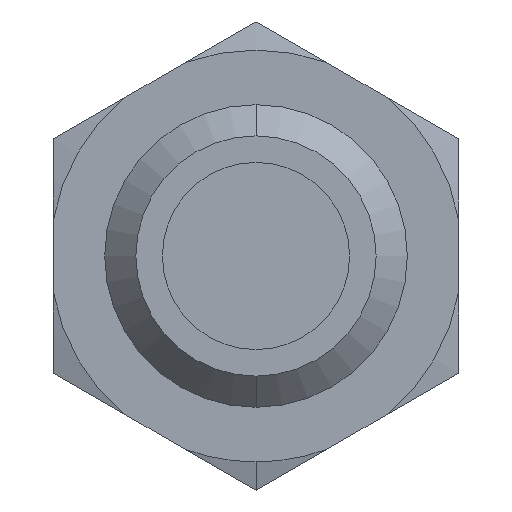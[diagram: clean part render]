
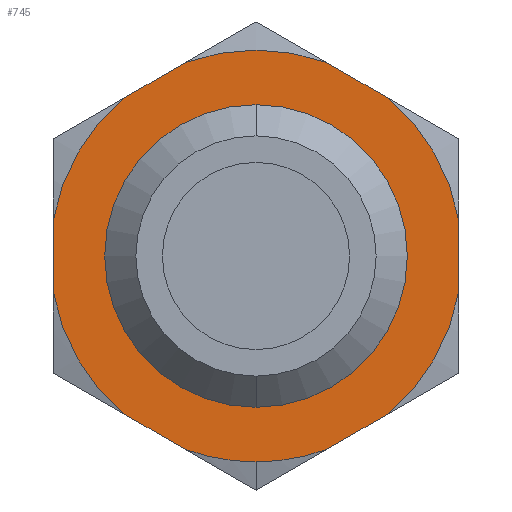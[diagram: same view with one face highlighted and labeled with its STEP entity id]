
A CAD part, left-side view. The second image highlights one B-rep face of the part: STEP entity #745.
In plain terms, the highlighted planar face has unit normal (-1, 0, 0).
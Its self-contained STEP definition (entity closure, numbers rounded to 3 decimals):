
#27 = VERTEX_POINT ( 'NONE', #1289 ) ;
#43 = VERTEX_POINT ( 'NONE', #74 ) ;
#69 = CARTESIAN_POINT ( 'NONE',  ( 6., -6.5, 1.145 ) ) ;
#72 = AXIS2_PLACEMENT_3D ( 'NONE', #971, #1200, #872 ) ;
#74 = CARTESIAN_POINT ( 'NONE',  ( 6., 6.5, 1.145 ) ) ;
#83 = EDGE_CURVE ( 'NONE', #263, #1136, #576, .T. ) ;
#99 = CIRCLE ( 'NONE', #883, 6.6 ) ;
#134 = CARTESIAN_POINT ( 'NONE',  ( 6., 6.888, -3.529 ) ) ;
#141 = DIRECTION ( 'NONE',  ( -1., 0., 0. ) ) ;
#149 = CARTESIAN_POINT ( 'NONE',  ( 6., 0., 4.85 ) ) ;
#162 = ORIENTED_EDGE ( 'NONE', *, *, #800, .T. ) ;
#225 = EDGE_CURVE ( 'NONE', #508, #1018, #1195, .T. ) ;
#233 = VERTEX_POINT ( 'NONE', #526 ) ;
#242 = AXIS2_PLACEMENT_3D ( 'NONE', #975, #765, #418 ) ;
#248 = ORIENTED_EDGE ( 'NONE', *, *, #641, .F. ) ;
#263 = VERTEX_POINT ( 'NONE', #1305 ) ;
#335 = CIRCLE ( 'NONE', #1291, 6.6 ) ;
#339 = DIRECTION ( 'NONE',  ( 0., 0., 1. ) ) ;
#347 = ORIENTED_EDGE ( 'NONE', *, *, #83, .T. ) ;
#354 = LINE ( 'NONE', #134, #793 ) ;
#362 = LINE ( 'NONE', #1158, #1229 ) ;
#365 = EDGE_CURVE ( 'NONE', #776, #1143, #354, .T. ) ;
#372 = CARTESIAN_POINT ( 'NONE',  ( 6., -4.241, 5.057 ) ) ;
#383 = DIRECTION ( 'NONE',  ( -1., 0., 0. ) ) ;
#384 = DIRECTION ( 'NONE',  ( 0., 0., 1. ) ) ;
#386 = ORIENTED_EDGE ( 'NONE', *, *, #614, .T. ) ;
#407 = VERTEX_POINT ( 'NONE', #778 ) ;
#415 = CIRCLE ( 'NONE', #770, 4.85 ) ;
#418 = DIRECTION ( 'NONE',  ( 0., 0., 1. ) ) ;
#429 = DIRECTION ( 'NONE',  ( 1., 0., 0. ) ) ;
#438 = EDGE_CURVE ( 'NONE', #233, #43, #1225, .T. ) ;
#447 = CARTESIAN_POINT ( 'NONE',  ( 6., 0., 0. ) ) ;
#452 = CARTESIAN_POINT ( 'NONE',  ( 6., 0., 0. ) ) ;
#473 = CIRCLE ( 'NONE', #242, 6.6 ) ;
#475 = DIRECTION ( 'NONE',  ( 0., 0.866, -0.5 ) ) ;
#494 = DIRECTION ( 'NONE',  ( 0., -0.866, 0.5 ) ) ;
#508 = VERTEX_POINT ( 'NONE', #69 ) ;
#524 = EDGE_CURVE ( 'NONE', #681, #1317, #362, .T. ) ;
#526 = CARTESIAN_POINT ( 'NONE',  ( 6., 6.5, -1.145 ) ) ;
#529 = CARTESIAN_POINT ( 'NONE',  ( 6., 2.259, -6.201 ) ) ;
#563 = DIRECTION ( 'NONE',  ( 0., 0., 1. ) ) ;
#576 = CIRCLE ( 'NONE', #879, 6.6 ) ;
#587 = ORIENTED_EDGE ( 'NONE', *, *, #1334, .T. ) ;
#592 = ORIENTED_EDGE ( 'NONE', *, *, #808, .T. ) ;
#603 = CARTESIAN_POINT ( 'NONE',  ( 6., 0., 0. ) ) ;
#608 = VECTOR ( 'NONE', #563, 1000. ) ;
#610 = VERTEX_POINT ( 'NONE', #149 ) ;
#613 = DIRECTION ( 'NONE',  ( 0., 0., 1. ) ) ;
#614 = EDGE_CURVE ( 'NONE', #776, #27, #335, .T. ) ;
#641 = EDGE_CURVE ( 'NONE', #610, #1074, #921, .T. ) ;
#651 = VECTOR ( 'NONE', #1302, 1000. ) ;
#675 = EDGE_CURVE ( 'NONE', #407, #43, #1348, .T. ) ;
#679 = DIRECTION ( 'NONE',  ( 0., 0., 1. ) ) ;
#681 = VERTEX_POINT ( 'NONE', #850 ) ;
#682 = DIRECTION ( 'NONE',  ( -1., 0., 0. ) ) ;
#704 = CARTESIAN_POINT ( 'NONE',  ( 6., 6.888, 3.529 ) ) ;
#713 = AXIS2_PLACEMENT_3D ( 'NONE', #723, #383, #1069 ) ;
#723 = CARTESIAN_POINT ( 'NONE',  ( 6., 0., 0. ) ) ;
#734 = DIRECTION ( 'NONE',  ( -1., 0., 0. ) ) ;
#745 = ADVANCED_FACE ( 'NONE', ( #747, #1312 ), #1194, .F. ) ;
#747 = FACE_BOUND ( 'NONE', #1238, .T. ) ;
#757 = CARTESIAN_POINT ( 'NONE',  ( 6., 0.388, 7.729 ) ) ;
#765 = DIRECTION ( 'NONE',  ( -1., 0., 0. ) ) ;
#768 = CARTESIAN_POINT ( 'NONE',  ( 6., 2.259, 6.201 ) ) ;
#770 = AXIS2_PLACEMENT_3D ( 'NONE', #452, #1255, #1346 ) ;
#776 = VERTEX_POINT ( 'NONE', #529 ) ;
#778 = CARTESIAN_POINT ( 'NONE',  ( 6., 4.241, 5.057 ) ) ;
#793 = VECTOR ( 'NONE', #1003, 1000. ) ;
#800 = EDGE_CURVE ( 'NONE', #233, #1143, #873, .T. ) ;
#808 = EDGE_CURVE ( 'NONE', #508, #1024, #473, .T. ) ;
#811 = ORIENTED_EDGE ( 'NONE', *, *, #225, .F. ) ;
#825 = ORIENTED_EDGE ( 'NONE', *, *, #438, .F. ) ;
#833 = AXIS2_PLACEMENT_3D ( 'NONE', #885, #682, #339 ) ;
#849 = ORIENTED_EDGE ( 'NONE', *, *, #675, .T. ) ;
#850 = CARTESIAN_POINT ( 'NONE',  ( 6., -4.241, -5.057 ) ) ;
#862 = DIRECTION ( 'NONE',  ( 0., 0., -1. ) ) ;
#868 = CARTESIAN_POINT ( 'NONE',  ( 6., -6.5, 0. ) ) ;
#872 = DIRECTION ( 'NONE',  ( 0., 0., 1. ) ) ;
#873 = CIRCLE ( 'NONE', #72, 6.6 ) ;
#875 = CARTESIAN_POINT ( 'NONE',  ( 6., 4.241, -5.057 ) ) ;
#879 = AXIS2_PLACEMENT_3D ( 'NONE', #970, #734, #1390 ) ;
#882 = EDGE_LOOP ( 'NONE', ( #811, #592, #1171, #347, #1005, #849, #825, #162, #1395, #386, #587, #1373, #927 ) ) ;
#883 = AXIS2_PLACEMENT_3D ( 'NONE', #447, #141, #679 ) ;
#885 = CARTESIAN_POINT ( 'NONE',  ( 6., 0., 0. ) ) ;
#886 = EDGE_CURVE ( 'NONE', #681, #1018, #1220, .T. ) ;
#921 = CIRCLE ( 'NONE', #993, 4.85 ) ;
#927 = ORIENTED_EDGE ( 'NONE', *, *, #886, .T. ) ;
#970 = CARTESIAN_POINT ( 'NONE',  ( 6., 0., 0. ) ) ;
#971 = CARTESIAN_POINT ( 'NONE',  ( 6., 0., 0. ) ) ;
#975 = CARTESIAN_POINT ( 'NONE',  ( 6., 0., 0. ) ) ;
#987 = EDGE_CURVE ( 'NONE', #407, #1136, #1147, .T. ) ;
#993 = AXIS2_PLACEMENT_3D ( 'NONE', #1148, #1163, #613 ) ;
#1003 = DIRECTION ( 'NONE',  ( 0., 0.866, 0.5 ) ) ;
#1005 = ORIENTED_EDGE ( 'NONE', *, *, #987, .F. ) ;
#1018 = VERTEX_POINT ( 'NONE', #1162 ) ;
#1024 = VERTEX_POINT ( 'NONE', #372 ) ;
#1029 = DIRECTION ( 'NONE',  ( -1., 0., 0. ) ) ;
#1069 = DIRECTION ( 'NONE',  ( 0., 0., 1. ) ) ;
#1074 = VERTEX_POINT ( 'NONE', #1085 ) ;
#1085 = CARTESIAN_POINT ( 'NONE',  ( 6., 0., -4.85 ) ) ;
#1116 = LINE ( 'NONE', #757, #651 ) ;
#1127 = CARTESIAN_POINT ( 'NONE',  ( 6., 6.5, 0. ) ) ;
#1130 = ORIENTED_EDGE ( 'NONE', *, *, #1292, .F. ) ;
#1136 = VERTEX_POINT ( 'NONE', #768 ) ;
#1139 = VECTOR ( 'NONE', #862, 1000. ) ;
#1143 = VERTEX_POINT ( 'NONE', #875 ) ;
#1147 = LINE ( 'NONE', #704, #1168 ) ;
#1148 = CARTESIAN_POINT ( 'NONE',  ( 6., 0., 0. ) ) ;
#1158 = CARTESIAN_POINT ( 'NONE',  ( 6., 0.387, -7.729 ) ) ;
#1162 = CARTESIAN_POINT ( 'NONE',  ( 6., -6.5, -1.145 ) ) ;
#1163 = DIRECTION ( 'NONE',  ( -1., 0., 0. ) ) ;
#1168 = VECTOR ( 'NONE', #494, 1000. ) ;
#1171 = ORIENTED_EDGE ( 'NONE', *, *, #1218, .F. ) ;
#1186 = DIRECTION ( 'NONE',  ( 0., 0., -1. ) ) ;
#1194 = PLANE ( 'NONE',  #1398 ) ;
#1195 = LINE ( 'NONE', #868, #1139 ) ;
#1200 = DIRECTION ( 'NONE',  ( -1., 0., 0. ) ) ;
#1212 = CARTESIAN_POINT ( 'NONE',  ( 6., 4.85, 0. ) ) ;
#1218 = EDGE_CURVE ( 'NONE', #263, #1024, #1116, .T. ) ;
#1220 = CIRCLE ( 'NONE', #833, 6.6 ) ;
#1225 = LINE ( 'NONE', #1127, #608 ) ;
#1229 = VECTOR ( 'NONE', #475, 1000. ) ;
#1238 = EDGE_LOOP ( 'NONE', ( #248, #1130 ) ) ;
#1247 = CARTESIAN_POINT ( 'NONE',  ( 6., -2.259, -6.201 ) ) ;
#1255 = DIRECTION ( 'NONE',  ( -1., 0., 0. ) ) ;
#1289 = CARTESIAN_POINT ( 'NONE',  ( 6., 0., -6.6 ) ) ;
#1291 = AXIS2_PLACEMENT_3D ( 'NONE', #603, #1029, #384 ) ;
#1292 = EDGE_CURVE ( 'NONE', #1074, #610, #415, .T. ) ;
#1302 = DIRECTION ( 'NONE',  ( 0., -0.866, -0.5 ) ) ;
#1305 = CARTESIAN_POINT ( 'NONE',  ( 6., -2.259, 6.201 ) ) ;
#1312 = FACE_OUTER_BOUND ( 'NONE', #882, .T. ) ;
#1317 = VERTEX_POINT ( 'NONE', #1247 ) ;
#1334 = EDGE_CURVE ( 'NONE', #27, #1317, #99, .T. ) ;
#1346 = DIRECTION ( 'NONE',  ( 0., 0., 1. ) ) ;
#1348 = CIRCLE ( 'NONE', #713, 6.6 ) ;
#1373 = ORIENTED_EDGE ( 'NONE', *, *, #524, .F. ) ;
#1390 = DIRECTION ( 'NONE',  ( 0., 0., 1. ) ) ;
#1395 = ORIENTED_EDGE ( 'NONE', *, *, #365, .F. ) ;
#1398 = AXIS2_PLACEMENT_3D ( 'NONE', #1212, #429, #1186 ) ;
